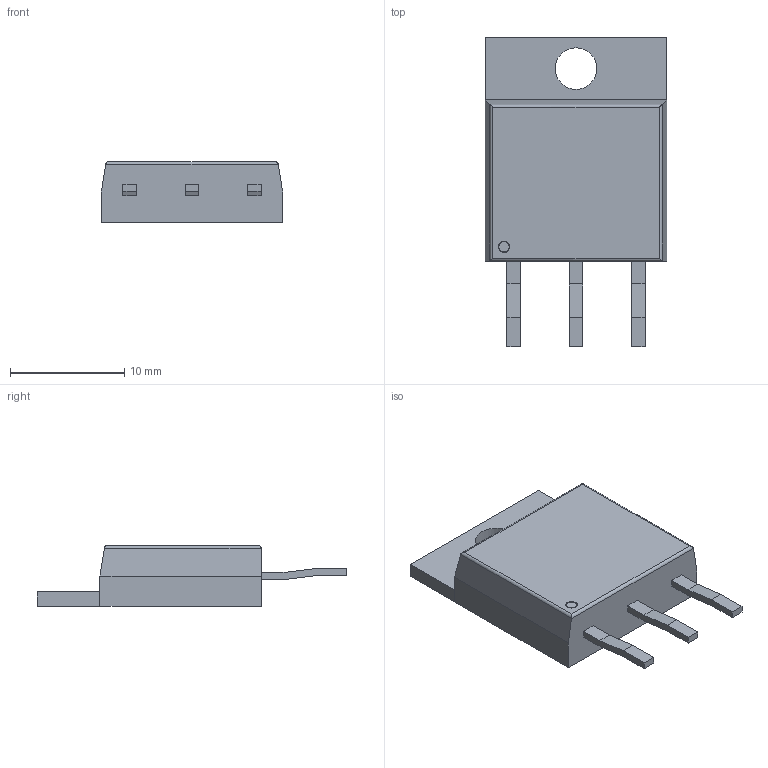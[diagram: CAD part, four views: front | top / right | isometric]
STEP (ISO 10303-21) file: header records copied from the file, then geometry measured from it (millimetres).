
FILE_DESCRIPTION (( 'STEP AP214' ), '1' );
FILE_NAME ( 'TO546P1587X531X2511-3.STEP', '2018-02-07T17:00:32', ( '' ), ( '' ), 'Part was generated with the free Library Expert Lite available at www.PCBLibraries.com. Removing line will violate the End User License Agreement.', '©2017 PCB Libraries, Inc.', '' );
FILE_SCHEMA (( 'AUTOMOTIVE_DESIGN' ));
Length unit declared in the file: millimetre
Products named in the file (1): TO546P1587X531X2511-3
Bounding box: 15.87 x 27.11 x 5.31 mm (x, y, z)
Volume: 1279.1 mm3; surface area: 1050.1 mm2
Topology: 5 solids, 5 shells, 54 faces, 125 edges, 82 vertices
Faces by surface type: plane 46, cylinder 6, torus 2
Entity records: 1744 total; most frequent: CARTESIAN_POINT 280, ORIENTED_EDGE 250, DIRECTION 239, EDGE_CURVE 125, VECTOR 109, LINE 109, VERTEX_POINT 82, AXIS2_PLACEMENT_3D 65
